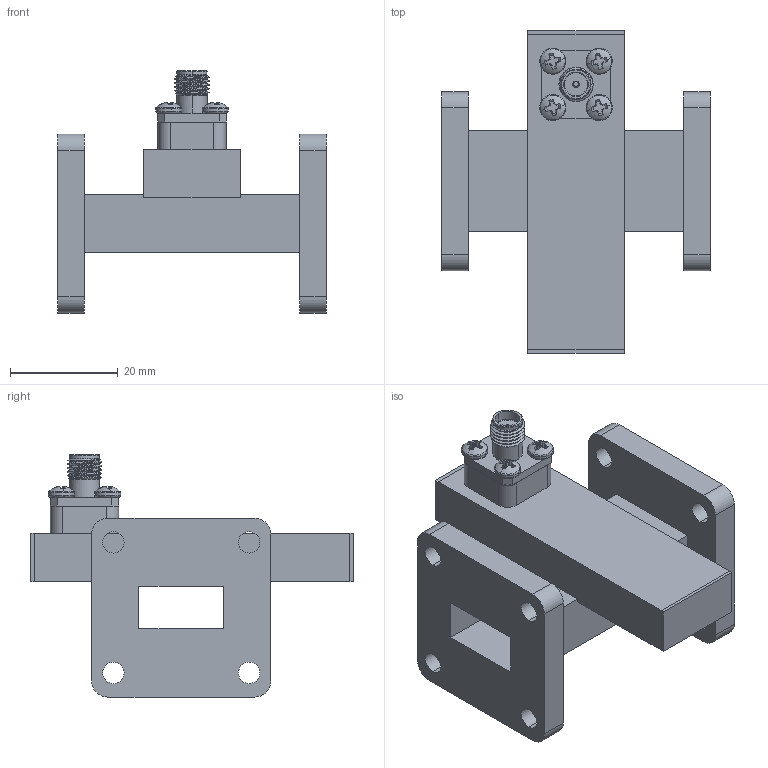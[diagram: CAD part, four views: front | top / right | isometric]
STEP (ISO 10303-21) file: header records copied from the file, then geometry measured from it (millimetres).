
FILE_DESCRIPTION (( 'STEP AP214' ), '1' );
FILE_NAME ('FMWCP1096S-20_3D.step', '2025-03-13T16:37:39', ( '' ), ( '' ), 'SwSTEP 2.0', 'SolidWorks 2022', '' );
FILE_SCHEMA (( 'AUTOMOTIVE_DESIGN' ));
Length unit declared in the file: inch
Products named in the file (4): 2 PAN HD SCREW; PE4121; FMWCP1096S-20_3D; FMWCP1096S-20
Assembly tree (6 placements, depth 2):
  FMWCP1096S-20_3D
    FMWCP1096S-20
    PE4121
    2 PAN HD SCREW  x4
Bounding box: 50 x 60 x 45.05 mm (x, y, z)
Volume: 23200.5 mm3; surface area: 14605.3 mm2
Topology: 6 solids, 6 shells, 521 faces, 1426 edges, 937 vertices
Faces by surface type: cylinder 294, plane 140, cone 46, torus 18, bspline 15, sphere 8
Entity records: 9776 total; most frequent: CARTESIAN_POINT 3662, ORIENTED_EDGE 1280, DIRECTION 1167, EDGE_CURVE 640, AXIS2_PLACEMENT_3D 438, VERTEX_POINT 418, VECTOR 291, LINE 291
